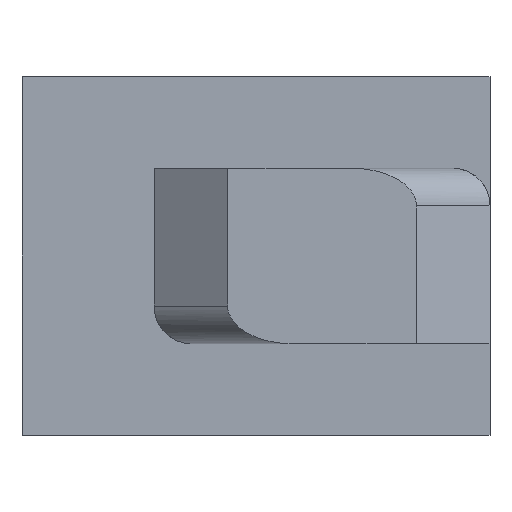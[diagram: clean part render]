
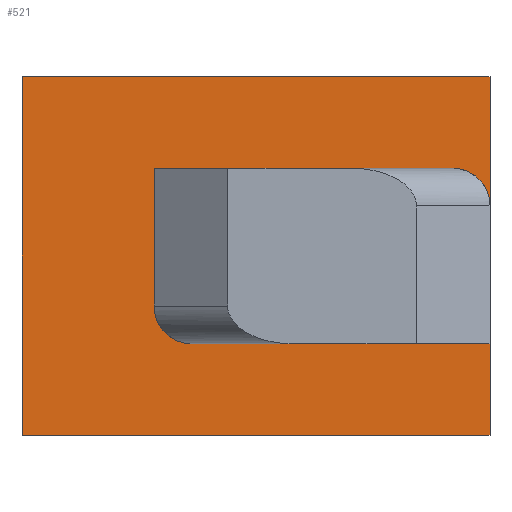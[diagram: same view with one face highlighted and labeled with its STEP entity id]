
A CAD part, front view. The second image highlights one B-rep face of the part: STEP entity #521.
In plain terms, the highlighted planar face has unit normal (0, -1, 0).
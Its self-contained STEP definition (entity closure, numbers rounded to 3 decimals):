
#36 = DIRECTION ( 'NONE',  ( 1., 0., 0. ) ) ;
#38 = AXIS2_PLACEMENT_3D ( 'NONE', #1599, #792, #403 ) ;
#42 = ORIENTED_EDGE ( 'NONE', *, *, #76, .T. ) ;
#48 = CARTESIAN_POINT ( 'NONE',  ( 0., 10.8, 0. ) ) ;
#76 = EDGE_CURVE ( 'NONE', #791, #1483, #949, .T. ) ;
#94 = CARTESIAN_POINT ( 'NONE',  ( 4.4, 10.8, -4.65 ) ) ;
#125 = VERTEX_POINT ( 'NONE', #132 ) ;
#132 = CARTESIAN_POINT ( 'NONE',  ( -5.4, 10.8, -1.15 ) ) ;
#144 = ORIENTED_EDGE ( 'NONE', *, *, #1198, .F. ) ;
#156 = VERTEX_POINT ( 'NONE', #1334 ) ;
#166 = CARTESIAN_POINT ( 'NONE',  ( 4.4, 10.8, 1.15 ) ) ;
#167 = DIRECTION ( 'NONE',  ( 1., 0., 0. ) ) ;
#233 = ORIENTED_EDGE ( 'NONE', *, *, #506, .T. ) ;
#265 = CARTESIAN_POINT ( 'NONE',  ( -15.9, 10.8, 9.5 ) ) ;
#300 = VECTOR ( 'NONE', #1580, 1000. ) ;
#311 = DIRECTION ( 'NONE',  ( 0., 0., 1. ) ) ;
#368 = FACE_BOUND ( 'NONE', #1155, .T. ) ;
#372 = VERTEX_POINT ( 'NONE', #548 ) ;
#393 = CARTESIAN_POINT ( 'NONE',  ( -1.9, 10.8, -4.65 ) ) ;
#403 = DIRECTION ( 'NONE',  ( 0., 0., 1. ) ) ;
#414 = LINE ( 'NONE', #1458, #1363 ) ;
#426 = EDGE_CURVE ( 'NONE', #125, #1061, #1052, .T. ) ;
#430 = CARTESIAN_POINT ( 'NONE',  ( 0.9, 10.8, 4.65 ) ) ;
#442 = ORIENTED_EDGE ( 'NONE', *, *, #1168, .T. ) ;
#460 = CARTESIAN_POINT ( 'NONE',  ( -5.4, 10.8, 4.65 ) ) ;
#506 = EDGE_CURVE ( 'NONE', #788, #125, #1147, .T. ) ;
#514 = EDGE_CURVE ( 'NONE', #1453, #594, #905, .T. ) ;
#521 = ADVANCED_FACE ( 'NONE', ( #536, #368 ), #701, .F. ) ;
#536 = FACE_OUTER_BOUND ( 'NONE', #737, .T. ) ;
#539 = CARTESIAN_POINT ( 'NONE',  ( -5.4, 10.8, -4.65 ) ) ;
#548 = CARTESIAN_POINT ( 'NONE',  ( -15.9, 10.8, 9.5 ) ) ;
#551 = CARTESIAN_POINT ( 'NONE',  ( -15.9, 10.8, -9.5 ) ) ;
#594 = VERTEX_POINT ( 'NONE', #1370 ) ;
#701 = PLANE ( 'NONE',  #1622 ) ;
#735 = AXIS2_PLACEMENT_3D ( 'NONE', #1467, #1597, #311 ) ;
#737 = EDGE_LOOP ( 'NONE', ( #144, #1658, #1664, #885 ) ) ;
#770 = DIRECTION ( 'NONE',  ( 0., 0., -1. ) ) ;
#788 = VERTEX_POINT ( 'NONE', #393 ) ;
#791 = VERTEX_POINT ( 'NONE', #166 ) ;
#792 = DIRECTION ( 'NONE',  ( 0., 1., 0. ) ) ;
#840 = EDGE_CURVE ( 'NONE', #1483, #788, #1156, .T. ) ;
#848 = EDGE_CURVE ( 'NONE', #156, #1453, #414, .T. ) ;
#870 = CARTESIAN_POINT ( 'NONE',  ( 8.9, 10.8, -9.5 ) ) ;
#871 = VECTOR ( 'NONE', #1007, 1000. ) ;
#885 = ORIENTED_EDGE ( 'NONE', *, *, #1234, .F. ) ;
#905 = LINE ( 'NONE', #870, #1551 ) ;
#909 = CARTESIAN_POINT ( 'NONE',  ( -5.4, 10.8, 4.65 ) ) ;
#949 = LINE ( 'NONE', #1412, #1634 ) ;
#986 = ORIENTED_EDGE ( 'NONE', *, *, #1549, .T. ) ;
#1007 = DIRECTION ( 'NONE',  ( 1., 0., 0. ) ) ;
#1052 = LINE ( 'NONE', #1108, #1075 ) ;
#1061 = VERTEX_POINT ( 'NONE', #909 ) ;
#1075 = VECTOR ( 'NONE', #1379, 1000. ) ;
#1080 = VERTEX_POINT ( 'NONE', #430 ) ;
#1103 = DIRECTION ( 'NONE',  ( 0., 1., 0. ) ) ;
#1108 = CARTESIAN_POINT ( 'NONE',  ( -5.4, 10.8, -4.65 ) ) ;
#1119 = DIRECTION ( 'NONE',  ( 0., 0., 1. ) ) ;
#1147 = CIRCLE ( 'NONE', #735, 3.5 ) ;
#1155 = EDGE_LOOP ( 'NONE', ( #233, #1343, #986, #442, #42, #1680 ) ) ;
#1156 = LINE ( 'NONE', #539, #1635 ) ;
#1168 = EDGE_CURVE ( 'NONE', #1080, #791, #1175, .T. ) ;
#1175 = CIRCLE ( 'NONE', #38, 3.5 ) ;
#1198 = EDGE_CURVE ( 'NONE', #156, #372, #1640, .T. ) ;
#1234 = EDGE_CURVE ( 'NONE', #372, #594, #1690, .T. ) ;
#1334 = CARTESIAN_POINT ( 'NONE',  ( -15.9, 10.8, -9.5 ) ) ;
#1343 = ORIENTED_EDGE ( 'NONE', *, *, #426, .T. ) ;
#1344 = LINE ( 'NONE', #460, #871 ) ;
#1363 = VECTOR ( 'NONE', #36, 1000. ) ;
#1370 = CARTESIAN_POINT ( 'NONE',  ( 8.9, 10.8, 9.5 ) ) ;
#1379 = DIRECTION ( 'NONE',  ( 0., 0., 1. ) ) ;
#1412 = CARTESIAN_POINT ( 'NONE',  ( 4.4, 10.8, -4.65 ) ) ;
#1453 = VERTEX_POINT ( 'NONE', #1646 ) ;
#1458 = CARTESIAN_POINT ( 'NONE',  ( -15.9, 10.8, -9.5 ) ) ;
#1467 = CARTESIAN_POINT ( 'NONE',  ( -1.9, 10.8, -1.15 ) ) ;
#1483 = VERTEX_POINT ( 'NONE', #94 ) ;
#1492 = DIRECTION ( 'NONE',  ( 0., 0., 1. ) ) ;
#1549 = EDGE_CURVE ( 'NONE', #1061, #1080, #1344, .T. ) ;
#1551 = VECTOR ( 'NONE', #1119, 1000. ) ;
#1580 = DIRECTION ( 'NONE',  ( 0., 0., 1. ) ) ;
#1597 = DIRECTION ( 'NONE',  ( 0., 1., 0. ) ) ;
#1599 = CARTESIAN_POINT ( 'NONE',  ( 0.9, 10.8, 1.15 ) ) ;
#1610 = DIRECTION ( 'NONE',  ( -1., 0., 0. ) ) ;
#1620 = VECTOR ( 'NONE', #167, 1000. ) ;
#1622 = AXIS2_PLACEMENT_3D ( 'NONE', #48, #1103, #1492 ) ;
#1634 = VECTOR ( 'NONE', #770, 1000. ) ;
#1635 = VECTOR ( 'NONE', #1610, 1000. ) ;
#1640 = LINE ( 'NONE', #551, #300 ) ;
#1646 = CARTESIAN_POINT ( 'NONE',  ( 8.9, 10.8, -9.5 ) ) ;
#1658 = ORIENTED_EDGE ( 'NONE', *, *, #848, .T. ) ;
#1664 = ORIENTED_EDGE ( 'NONE', *, *, #514, .T. ) ;
#1680 = ORIENTED_EDGE ( 'NONE', *, *, #840, .T. ) ;
#1690 = LINE ( 'NONE', #265, #1620 ) ;
